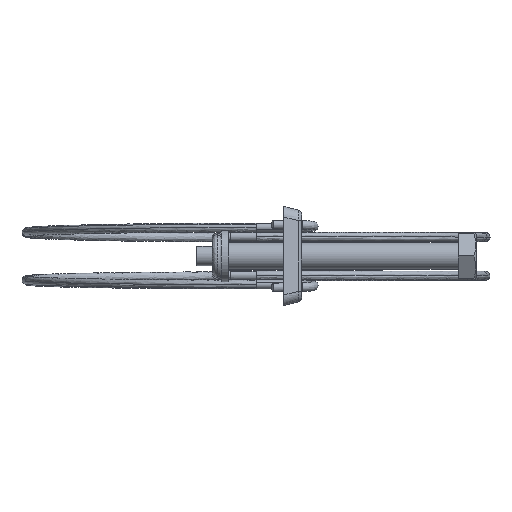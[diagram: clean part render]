
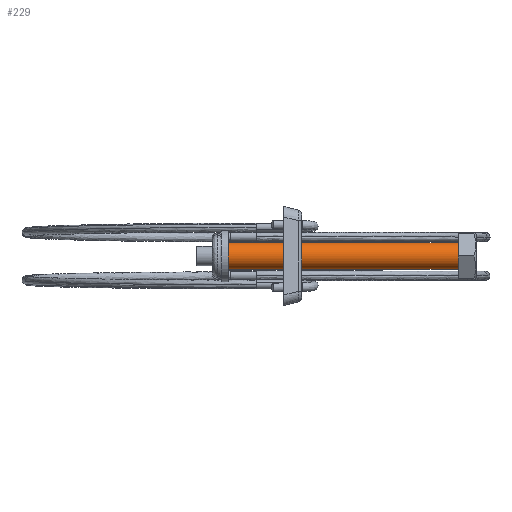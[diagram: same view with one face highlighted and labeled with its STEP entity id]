
A CAD part, top view. The second image highlights one B-rep face of the part: STEP entity #229.
In plain terms, the highlighted free-form (B-spline) face has degree [2, 1] with [5, 2] control points.
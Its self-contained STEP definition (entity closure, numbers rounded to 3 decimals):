
#66=CARTESIAN_POINT('',(0.,2.979,0.354));
#67=VERTEX_POINT('',#66);
#85=CARTESIAN_POINT('',(0.,-2.994,-0.183));
#86=VERTEX_POINT('',#85);
#100=CARTESIAN_POINT('',(-51.0,-2.994,-0.183));
#101=VERTEX_POINT('',#100);
#102=CARTESIAN_POINT('',(0.,-2.994,-0.183));
#103=CARTESIAN_POINT('',(-51.0,-2.994,-0.183));
#104=QUASI_UNIFORM_CURVE('',1,(#102,#103),.UNSPECIFIED.,.F.,.U.);
#105=EDGE_CURVE('',#86,#101,#104,.T.);
#122=CARTESIAN_POINT('',(-51.0,2.979,0.354));
#123=VERTEX_POINT('',#122);
#139=CARTESIAN_POINT('',(0.,2.979,0.354));
#140=CARTESIAN_POINT('',(-51.0,2.979,0.354));
#141=QUASI_UNIFORM_CURVE('',1,(#139,#140),.UNSPECIFIED.,.F.,.U.);
#142=EDGE_CURVE('',#67,#123,#141,.T.);
#147=CARTESIAN_POINT('',(1.275,-2.994,-0.183));
#148=CARTESIAN_POINT('',(1.275,-3.178,2.811));
#149=CARTESIAN_POINT('',(1.275,-0.183,2.994));
#150=CARTESIAN_POINT('',(1.275,2.645,3.167));
#151=CARTESIAN_POINT('',(1.275,2.979,0.354));
#152=CARTESIAN_POINT('',(-52.307,-2.994,-0.183));
#153=CARTESIAN_POINT('',(-52.307,-3.178,2.811));
#154=CARTESIAN_POINT('',(-52.307,-0.183,2.994));
#155=CARTESIAN_POINT('',(-52.307,2.645,3.167));
#156=CARTESIAN_POINT('',(-52.307,2.979,0.354));
#164=(BOUNDED_SURFACE()B_SPLINE_SURFACE(2,1,((#147,#152),(#148,#153),(#149,#154),(#150,#155),(#151,#156)),.UNSPECIFIED.,.F.,.F.,.U.)B_SPLINE_SURFACE_WITH_KNOTS((3,2,3),(2,2),(0.0,4.971,9.742),(0.0,53.582),.UNSPECIFIED.)GEOMETRIC_REPRESENTATION_ITEM()RATIONAL_B_SPLINE_SURFACE(((1.0,1.0),(0.707,0.707),(1.0,1.0),(0.719,0.719),(0.978,0.978)))REPRESENTATION_ITEM('')SURFACE());
#165=CARTESIAN_POINT('',(0.0,0.0,3.));
#166=VERTEX_POINT('',#165);
#167=CARTESIAN_POINT('',(0.0,0.0,3.));
#168=CARTESIAN_POINT('',(0.0,2.665,3.));
#169=CARTESIAN_POINT('',(0.,2.979,0.354));
#177=(BOUNDED_CURVE()B_SPLINE_CURVE(2,(#167,#168,#169),.UNSPECIFIED.,.F.,.U.)B_SPLINE_CURVE_WITH_KNOTS((3,3),(0.5,0.73),.UNSPECIFIED.)CURVE()GEOMETRIC_REPRESENTATION_ITEM()RATIONAL_B_SPLINE_CURVE((1.0,0.731,0.956))REPRESENTATION_ITEM(''));
#178=EDGE_CURVE('',#166,#67,#177,.T.);
#179=ORIENTED_EDGE('',*,*,#178,.T.);
#180=ORIENTED_EDGE('',*,*,#142,.T.);
#181=CARTESIAN_POINT('',(-51.0,0.0,3.));
#182=VERTEX_POINT('',#181);
#183=CARTESIAN_POINT('',(-51.0,0.0,3.));
#184=CARTESIAN_POINT('',(-51.,2.665,3.));
#185=CARTESIAN_POINT('',(-51.,2.979,0.354));
#193=(BOUNDED_CURVE()B_SPLINE_CURVE(2,(#183,#184,#185),.UNSPECIFIED.,.F.,.U.)B_SPLINE_CURVE_WITH_KNOTS((3,3),(0.0,0.23),.UNSPECIFIED.)CURVE()GEOMETRIC_REPRESENTATION_ITEM()RATIONAL_B_SPLINE_CURVE((1.0,0.731,0.956))REPRESENTATION_ITEM(''));
#194=EDGE_CURVE('',#182,#123,#193,.T.);
#195=ORIENTED_EDGE('',*,*,#194,.F.);
#196=CARTESIAN_POINT('',(-51.,-2.994,-0.183));
#197=CARTESIAN_POINT('',(-51.,-3.,-0.092));
#198=CARTESIAN_POINT('',(-51.0,-3.,0.0));
#199=CARTESIAN_POINT('',(-51.,-3.,3.));
#200=CARTESIAN_POINT('',(-51.0,0.0,3.));
#208=(BOUNDED_CURVE()B_SPLINE_CURVE(2,(#196,#197,#198,#199,#200),.UNSPECIFIED.,.F.,.U.)B_SPLINE_CURVE_WITH_KNOTS((3,2,3),(0.739,0.75,1.0),.UNSPECIFIED.)CURVE()GEOMETRIC_REPRESENTATION_ITEM()RATIONAL_B_SPLINE_CURVE((0.976,0.988,1.0,0.707,1.0))REPRESENTATION_ITEM(''));
#209=EDGE_CURVE('',#101,#182,#208,.T.);
#210=ORIENTED_EDGE('',*,*,#209,.F.);
#211=ORIENTED_EDGE('',*,*,#105,.F.);
#212=CARTESIAN_POINT('',(0.,-2.994,-0.183));
#213=CARTESIAN_POINT('',(0.0,-3.,-0.092));
#214=CARTESIAN_POINT('',(0.0,-3.,0.0));
#215=CARTESIAN_POINT('',(0.0,-3.,3.));
#216=CARTESIAN_POINT('',(0.0,0.0,3.));
#224=(BOUNDED_CURVE()B_SPLINE_CURVE(2,(#212,#213,#214,#215,#216),.UNSPECIFIED.,.F.,.U.)B_SPLINE_CURVE_WITH_KNOTS((3,2,3),(0.239,0.25,0.5),.UNSPECIFIED.)CURVE()GEOMETRIC_REPRESENTATION_ITEM()RATIONAL_B_SPLINE_CURVE((0.976,0.988,1.0,0.707,1.0))REPRESENTATION_ITEM(''));
#225=EDGE_CURVE('',#86,#166,#224,.T.);
#226=ORIENTED_EDGE('',*,*,#225,.T.);
#227=EDGE_LOOP('',(#179,#180,#195,#210,#211,#226));
#228=FACE_OUTER_BOUND('',#227,.T.);
#229=ADVANCED_FACE('',(#228),#164,.T.);
